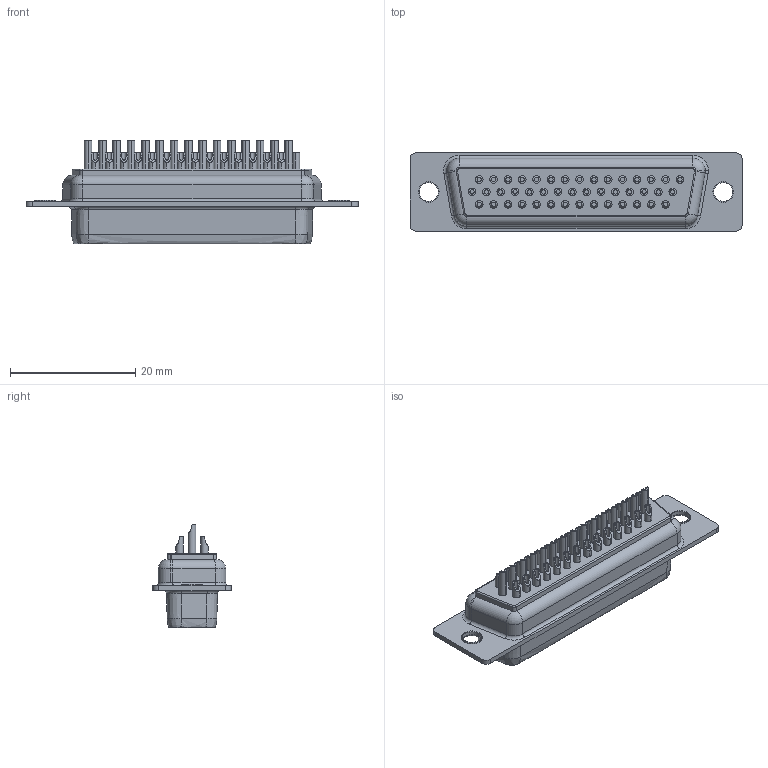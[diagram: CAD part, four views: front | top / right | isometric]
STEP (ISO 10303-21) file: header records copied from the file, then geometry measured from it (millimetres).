
FILE_DESCRIPTION (( 'STEP AP214' ), '1' );
FILE_NAME ('FDM4411-F0WS101W1K-REF.STEP', '2025-12-12T02:50:03', ( '' ), ( '' ), 'SwSTEP 2.0', 'SolidWorks 2021', '' );
FILE_SCHEMA (( 'AUTOMOTIVE_DESIGN' ));
Length unit declared in the file: millimetre
Products named in the file (1): FDM4411-F0WS101W1K-REF
Bounding box: 53.04 x 12.55 x 16.5 mm (x, y, z)
Volume: 4216.1 mm3; surface area: 4123.4 mm2
Topology: 1 solids, 1 shells, 626 faces, 1365 edges, 833 vertices
Faces by surface type: cylinder 346, plane 154, cone 93, torus 25, bspline 8
Entity records: 18961 total; most frequent: CARTESIAN_POINT 4992, DIRECTION 3131, ORIENTED_EDGE 2730, EDGE_CURVE 1365, AXIS2_PLACEMENT_3D 1304, VERTEX_POINT 833, EDGE_LOOP 722, CIRCLE 685
